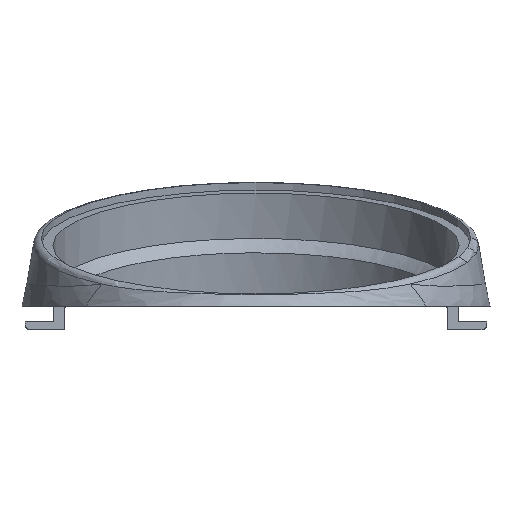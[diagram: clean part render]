
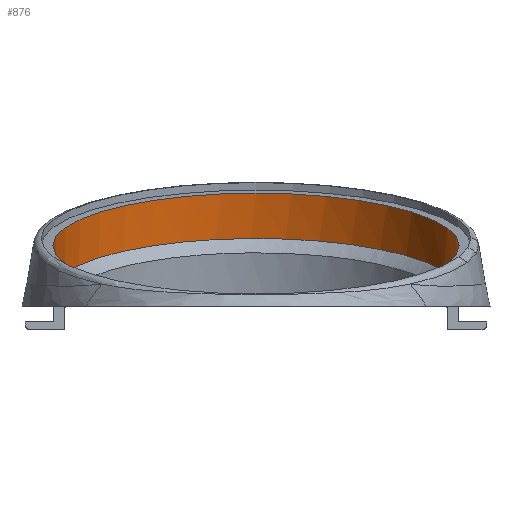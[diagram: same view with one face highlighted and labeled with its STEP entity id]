
A CAD part, front view. The second image highlights one B-rep face of the part: STEP entity #876.
In plain terms, the highlighted cylindrical face has radius 26 mm (diameter 52 mm), a full revolution.
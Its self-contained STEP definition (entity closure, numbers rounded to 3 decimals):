
#49=LINE('',#2065,#106);
#106=VECTOR('',#1056,25.);
#164=ELLIPSE('',#957,26.917,26.);
#171=CYLINDRICAL_SURFACE('',#955,26.);
#190=FACE_OUTER_BOUND('',#245,.T.);
#245=EDGE_LOOP('',(#626,#627,#628,#629,#630,#631));
#342=CIRCLE('',#951,26.);
#343=CIRCLE('',#952,26.);
#344=CIRCLE('',#956,26.);
#377=VERTEX_POINT('',#2000);
#378=VERTEX_POINT('',#2021);
#379=VERTEX_POINT('',#2023);
#381=VERTEX_POINT('',#2063);
#470=EDGE_CURVE('',#378,#377,#342,.T.);
#471=EDGE_CURVE('',#379,#378,#343,.T.);
#475=EDGE_CURVE('',#381,#381,#344,.T.);
#476=EDGE_CURVE('',#381,#378,#49,.T.);
#477=EDGE_CURVE('',#379,#377,#164,.F.);
#626=ORIENTED_EDGE('',*,*,#475,.F.);
#627=ORIENTED_EDGE('',*,*,#476,.T.);
#628=ORIENTED_EDGE('',*,*,#470,.T.);
#629=ORIENTED_EDGE('',*,*,#477,.F.);
#630=ORIENTED_EDGE('',*,*,#471,.T.);
#631=ORIENTED_EDGE('',*,*,#476,.F.);
#876=ADVANCED_FACE('',(#190),#171,.F.);
#951=AXIS2_PLACEMENT_3D('',#2022,#1044,#1045);
#952=AXIS2_PLACEMENT_3D('',#2024,#1046,#1047);
#955=AXIS2_PLACEMENT_3D('',#2062,#1052,#1053);
#956=AXIS2_PLACEMENT_3D('',#2064,#1054,#1055);
#957=AXIS2_PLACEMENT_3D('',#2066,#1057,#1058);
#1044=DIRECTION('center_axis',(0.,0.259,-0.966));
#1045=DIRECTION('ref_axis',(1.,0.,0.));
#1046=DIRECTION('center_axis',(0.,0.259,-0.966));
#1047=DIRECTION('ref_axis',(1.,0.,0.));
#1052=DIRECTION('center_axis',(0.,0.259,-0.966));
#1053=DIRECTION('ref_axis',(1.,0.,0.));
#1054=DIRECTION('center_axis',(0.,0.259,-0.966));
#1055=DIRECTION('ref_axis',(1.,0.,0.));
#1056=DIRECTION('',(0.,0.259,-0.966));
#1057=DIRECTION('center_axis',(0.,0.,-1.));
#1058=DIRECTION('ref_axis',(0.,-1.,0.));
#2000=CARTESIAN_POINT('',(24.906,-7.727,0.));
#2021=CARTESIAN_POINT('',(-26.,-0.518,1.932));
#2022=CARTESIAN_POINT('Origin',(0.,-0.518,1.932));
#2023=CARTESIAN_POINT('',(-24.906,-7.727,0.));
#2024=CARTESIAN_POINT('Origin',(0.,-0.518,1.932));
#2062=CARTESIAN_POINT('Origin',(0.,-2.071,7.727));
#2063=CARTESIAN_POINT('',(-26.,-2.071,7.727));
#2064=CARTESIAN_POINT('Origin',(0.,-2.071,7.727));
#2065=CARTESIAN_POINT('',(-26.,-2.071,7.727));
#2066=CARTESIAN_POINT('Origin',(0.,0.,0.));
